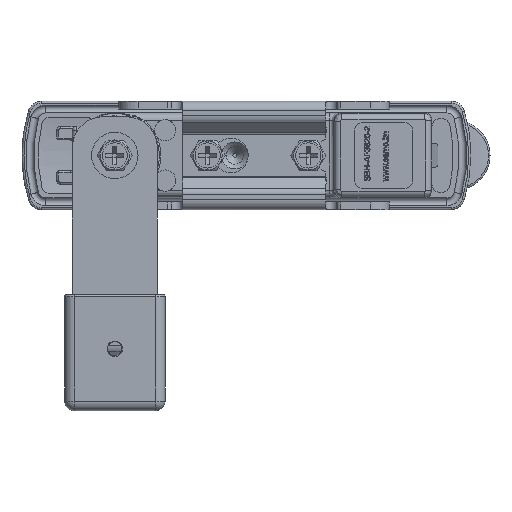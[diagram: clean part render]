
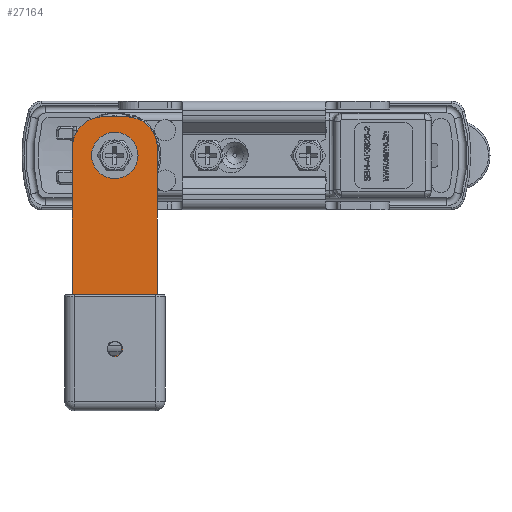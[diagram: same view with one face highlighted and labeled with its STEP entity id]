
A CAD part, front view. The second image highlights one B-rep face of the part: STEP entity #27164.
In plain terms, the highlighted planar face has unit normal (0, -1, 0).
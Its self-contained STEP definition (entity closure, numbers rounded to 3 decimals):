
#1590=CIRCLE('',#29242,0.5);
#1602=CIRCLE('',#29260,3.);
#1603=CIRCLE('',#29263,3.);
#1605=CIRCLE('',#29269,1.85);
#1606=CIRCLE('',#29278,8.);
#1607=CIRCLE('',#29279,8.);
#1608=CIRCLE('',#29280,0.5);
#1609=CIRCLE('',#29281,0.5);
#1610=CIRCLE('',#29282,0.5);
#1735=FACE_BOUND('',#6124,.T.);
#1736=FACE_BOUND('',#6125,.T.);
#4503=FACE_OUTER_BOUND('',#6123,.T.);
#6123=EDGE_LOOP('',(#24788,#24789,#24790,#24791,#24792,#24793,#24794,#24795));
#6124=EDGE_LOOP('',(#24796,#24797,#24798,#24799,#24800,#24801,#24802,#24803));
#6125=EDGE_LOOP('',(#24804,#24805));
#8207=LINE('',#64196,#10307);
#8214=LINE('',#64241,#10314);
#8216=LINE('',#64247,#10316);
#8217=LINE('',#64250,#10317);
#8219=LINE('',#64254,#10319);
#8220=LINE('',#64258,#10320);
#8221=LINE('',#64261,#10321);
#8222=LINE('',#64265,#10322);
#8223=LINE('',#64269,#10323);
#10307=VECTOR('',#35242,16.);
#10314=VECTOR('',#35271,1.673);
#10316=VECTOR('',#35279,61.);
#10317=VECTOR('',#35282,7.2);
#10319=VECTOR('',#35286,61.);
#10320=VECTOR('',#35289,6.);
#10321=VECTOR('',#35292,7.2);
#10322=VECTOR('',#35295,7.2);
#10323=VECTOR('',#35298,7.2);
#12863=VERTEX_POINT('',#64133);
#12864=VERTEX_POINT('',#64135);
#12887=VERTEX_POINT('',#64189);
#12888=VERTEX_POINT('',#64191);
#12889=VERTEX_POINT('',#64195);
#12890=VERTEX_POINT('',#64199);
#12895=VERTEX_POINT('',#64232);
#12896=VERTEX_POINT('',#64234);
#12897=VERTEX_POINT('',#64245);
#12898=VERTEX_POINT('',#64249);
#12899=VERTEX_POINT('',#64253);
#12900=VERTEX_POINT('',#64255);
#12901=VERTEX_POINT('',#64257);
#12902=VERTEX_POINT('',#64260);
#12903=VERTEX_POINT('',#64262);
#12904=VERTEX_POINT('',#64264);
#12905=VERTEX_POINT('',#64266);
#12906=VERTEX_POINT('',#64268);
#16826=EDGE_CURVE('',#12863,#12864,#1590,.T.);
#16855=EDGE_CURVE('',#12888,#12887,#1602,.T.);
#16856=EDGE_CURVE('',#12889,#12887,#8207,.T.);
#16858=EDGE_CURVE('',#12889,#12890,#1603,.T.);
#16866=EDGE_CURVE('',#12895,#12896,#1605,.T.);
#16870=EDGE_CURVE('',#12896,#12895,#8214,.T.);
#16872=EDGE_CURVE('',#12888,#12897,#8216,.T.);
#16873=EDGE_CURVE('',#12864,#12898,#8217,.T.);
#16875=EDGE_CURVE('',#12890,#12899,#8219,.T.);
#16876=EDGE_CURVE('',#12900,#12897,#1606,.T.);
#16877=EDGE_CURVE('',#12901,#12900,#8220,.T.);
#16878=EDGE_CURVE('',#12899,#12901,#1607,.T.);
#16879=EDGE_CURVE('',#12902,#12863,#8221,.T.);
#16880=EDGE_CURVE('',#12903,#12902,#1608,.T.);
#16881=EDGE_CURVE('',#12904,#12903,#8222,.T.);
#16882=EDGE_CURVE('',#12905,#12904,#1609,.T.);
#16883=EDGE_CURVE('',#12906,#12905,#8223,.T.);
#16884=EDGE_CURVE('',#12898,#12906,#1610,.T.);
#24788=ORIENTED_EDGE('',*,*,#16875,.F.);
#24789=ORIENTED_EDGE('',*,*,#16858,.F.);
#24790=ORIENTED_EDGE('',*,*,#16856,.T.);
#24791=ORIENTED_EDGE('',*,*,#16855,.F.);
#24792=ORIENTED_EDGE('',*,*,#16872,.T.);
#24793=ORIENTED_EDGE('',*,*,#16876,.F.);
#24794=ORIENTED_EDGE('',*,*,#16877,.F.);
#24795=ORIENTED_EDGE('',*,*,#16878,.F.);
#24796=ORIENTED_EDGE('',*,*,#16873,.F.);
#24797=ORIENTED_EDGE('',*,*,#16826,.F.);
#24798=ORIENTED_EDGE('',*,*,#16879,.F.);
#24799=ORIENTED_EDGE('',*,*,#16880,.F.);
#24800=ORIENTED_EDGE('',*,*,#16881,.F.);
#24801=ORIENTED_EDGE('',*,*,#16882,.F.);
#24802=ORIENTED_EDGE('',*,*,#16883,.F.);
#24803=ORIENTED_EDGE('',*,*,#16884,.F.);
#24804=ORIENTED_EDGE('',*,*,#16866,.F.);
#24805=ORIENTED_EDGE('',*,*,#16870,.F.);
#25664=PLANE('',#29277);
#27164=ADVANCED_FACE('',(#4503,#1735,#1736),#25664,.F.);
#29242=AXIS2_PLACEMENT_3D('',#64136,#35187,#35188);
#29260=AXIS2_PLACEMENT_3D('',#64193,#35238,#35239);
#29263=AXIS2_PLACEMENT_3D('',#64200,#35246,#35247);
#29269=AXIS2_PLACEMENT_3D('',#64235,#35261,#35262);
#29277=AXIS2_PLACEMENT_3D('',#64252,#35284,#35285);
#29278=AXIS2_PLACEMENT_3D('',#64256,#35287,#35288);
#29279=AXIS2_PLACEMENT_3D('',#64259,#35290,#35291);
#29280=AXIS2_PLACEMENT_3D('',#64263,#35293,#35294);
#29281=AXIS2_PLACEMENT_3D('',#64267,#35296,#35297);
#29282=AXIS2_PLACEMENT_3D('',#64270,#35299,#35300);
#35187=DIRECTION('center_axis',(0.,-1.,0.));
#35188=DIRECTION('ref_axis',(0.707,0.,0.707));
#35238=DIRECTION('center_axis',(0.,1.,0.));
#35239=DIRECTION('ref_axis',(0.,0.,-1.));
#35242=DIRECTION('',(0.,0.,-1.));
#35246=DIRECTION('center_axis',(0.,1.,0.));
#35247=DIRECTION('ref_axis',(-1.,0.,0.));
#35261=DIRECTION('center_axis',(0.,-1.,0.));
#35262=DIRECTION('ref_axis',(1.,0.,0.));
#35271=DIRECTION('',(0.,0.,-1.));
#35279=DIRECTION('',(1.,0.,0.));
#35282=DIRECTION('',(0.707,0.,-0.707));
#35284=DIRECTION('center_axis',(0.,1.,0.));
#35285=DIRECTION('ref_axis',(1.,0.,0.));
#35286=DIRECTION('',(1.,0.,0.));
#35287=DIRECTION('center_axis',(0.,1.,0.));
#35288=DIRECTION('ref_axis',(1.,0.,0.));
#35289=DIRECTION('',(0.,0.,-1.));
#35290=DIRECTION('center_axis',(0.,1.,0.));
#35291=DIRECTION('ref_axis',(0.,0.,1.));
#35292=DIRECTION('',(-0.707,0.,-0.707));
#35293=DIRECTION('center_axis',(0.,-1.,0.));
#35294=DIRECTION('ref_axis',(0.707,0.,0.707));
#35295=DIRECTION('',(-0.707,0.,0.707));
#35296=DIRECTION('center_axis',(0.,-1.,0.));
#35297=DIRECTION('ref_axis',(0.707,0.,-0.707));
#35298=DIRECTION('',(0.707,0.,0.707));
#35299=DIRECTION('center_axis',(0.,-1.,0.));
#35300=DIRECTION('ref_axis',(-0.707,0.,-0.707));
#64133=CARTESIAN_POINT('',(-5.445,-1.25,0.354));
#64135=CARTESIAN_POINT('',(-5.445,-1.25,-0.354));
#64136=CARTESIAN_POINT('Origin',(-5.091,-1.25,0.));
#64189=CARTESIAN_POINT('',(-62.,-1.25,-8.));
#64191=CARTESIAN_POINT('',(-59.,-1.25,-11.));
#64193=CARTESIAN_POINT('Origin',(-59.,-1.25,-8.));
#64195=CARTESIAN_POINT('',(-62.,-1.25,8.));
#64196=CARTESIAN_POINT('',(-62.,-1.25,8.));
#64199=CARTESIAN_POINT('',(-59.,-1.25,11.));
#64200=CARTESIAN_POINT('Origin',(-59.,-1.25,8.));
#64232=CARTESIAN_POINT('',(-51.65,-1.25,-0.837));
#64234=CARTESIAN_POINT('',(-51.65,-1.25,0.837));
#64235=CARTESIAN_POINT('Origin',(-50.,-1.25,0.));
#64241=CARTESIAN_POINT('',(-51.65,-1.25,0.837));
#64245=CARTESIAN_POINT('',(2.,-1.25,-11.));
#64247=CARTESIAN_POINT('',(-46.,-1.25,-11.));
#64249=CARTESIAN_POINT('',(-0.354,-1.25,-5.445));
#64250=CARTESIAN_POINT('',(-5.445,-1.25,-0.354));
#64252=CARTESIAN_POINT('Origin',(-49.,-1.25,11.));
#64253=CARTESIAN_POINT('',(2.,-1.25,11.));
#64254=CARTESIAN_POINT('',(-46.,-1.25,11.));
#64255=CARTESIAN_POINT('',(10.,-1.25,-3.));
#64256=CARTESIAN_POINT('Origin',(2.,-1.25,-3.));
#64257=CARTESIAN_POINT('',(10.,-1.25,3.));
#64258=CARTESIAN_POINT('',(10.,-1.25,3.));
#64259=CARTESIAN_POINT('Origin',(2.,-1.25,3.));
#64260=CARTESIAN_POINT('',(-0.354,-1.25,5.445));
#64261=CARTESIAN_POINT('',(-11.126,-1.25,-5.328));
#64262=CARTESIAN_POINT('',(0.354,-1.25,5.445));
#64263=CARTESIAN_POINT('Origin',(0.,-1.25,5.091));
#64264=CARTESIAN_POINT('',(5.445,-1.25,0.354));
#64265=CARTESIAN_POINT('',(5.445,-1.25,0.354));
#64266=CARTESIAN_POINT('',(5.445,-1.25,-0.354));
#64267=CARTESIAN_POINT('Origin',(5.091,-1.25,0.));
#64268=CARTESIAN_POINT('',(0.354,-1.25,-5.445));
#64269=CARTESIAN_POINT('',(0.354,-1.25,-5.445));
#64270=CARTESIAN_POINT('Origin',(0.,-1.25,-5.091));
